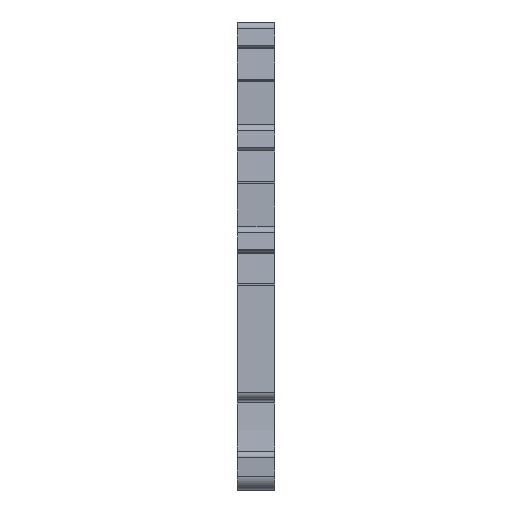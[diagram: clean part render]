
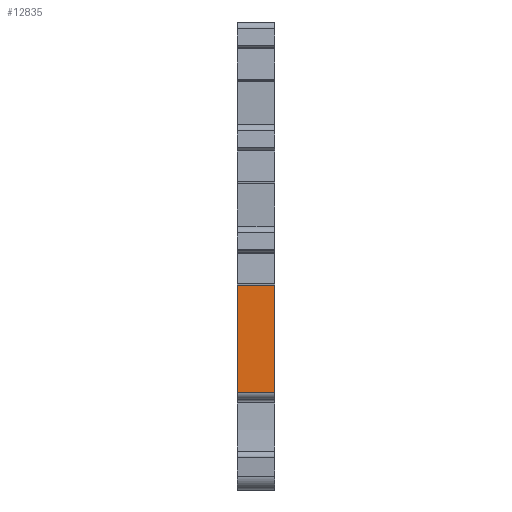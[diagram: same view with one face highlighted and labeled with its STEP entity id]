
A CAD part, front view. The second image highlights one B-rep face of the part: STEP entity #12835.
In plain terms, the highlighted cylindrical face has radius 151.052 mm (diameter 302.104 mm), a partial arc.
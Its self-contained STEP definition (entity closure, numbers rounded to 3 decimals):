
#12822=AXIS2_PLACEMENT_3D('Cylinder Axis2P3D',#12819,#12820,#12821) ;
#1665=CARTESIAN_POINT('Vertex',(5.1,1.887,28.054)) ;
#1669=CARTESIAN_POINT('Control Point',(5.1,1.529,13.426)) ;
#1670=CARTESIAN_POINT('Control Point',(5.1,1.459,16.352)) ;
#1671=CARTESIAN_POINT('Control Point',(5.1,1.459,19.28)) ;
#1672=CARTESIAN_POINT('Control Point',(5.1,1.531,22.21)) ;
#1673=CARTESIAN_POINT('Control Point',(5.1,1.674,25.134)) ;
#1674=CARTESIAN_POINT('Control Point',(5.1,1.887,28.054)) ;
#1675=CARTESIAN_POINT('Vertex',(5.1,1.529,13.426)) ;
#4587=CARTESIAN_POINT('Vertex',(0.,1.529,13.426)) ;
#4591=CARTESIAN_POINT('Control Point',(0.,1.529,13.426)) ;
#4592=CARTESIAN_POINT('Control Point',(0.,1.459,16.352)) ;
#4593=CARTESIAN_POINT('Control Point',(0.,1.459,19.28)) ;
#4594=CARTESIAN_POINT('Control Point',(0.,1.531,22.21)) ;
#4595=CARTESIAN_POINT('Control Point',(0.,1.674,25.134)) ;
#4596=CARTESIAN_POINT('Control Point',(0.,1.887,28.054)) ;
#4597=CARTESIAN_POINT('Vertex',(0.,1.887,28.054)) ;
#12806=CARTESIAN_POINT('Line Origine',(2.55,1.887,28.054)) ;
#12819=CARTESIAN_POINT('Axis2P3D Location',(2.55,152.538,17.05)) ;
#12824=CARTESIAN_POINT('Line Origine',(2.55,1.529,13.426)) ;
#12807=DIRECTION('Vector Direction',(-1.,0.,0.)) ;
#12820=DIRECTION('Axis2P3D Direction',(-1.,0.,0.)) ;
#12821=DIRECTION('Axis2P3D XDirection',(0.,-1.,-0.024)) ;
#12825=DIRECTION('Vector Direction',(-1.,0.,0.)) ;
#12808=VECTOR('Line Direction',#12807,1.) ;
#12826=VECTOR('Line Direction',#12825,1.) ;
#12830=ORIENTED_EDGE('',*,*,#1677,.T.) ;
#12831=ORIENTED_EDGE('',*,*,#12810,.F.) ;
#12832=ORIENTED_EDGE('',*,*,#4599,.F.) ;
#12833=ORIENTED_EDGE('',*,*,#12828,.T.) ;
#12835=ADVANCED_FACE('MLD',(#12834),#12823,.T.) ;
#1668=B_SPLINE_CURVE_WITH_KNOTS('',5,(#1669,#1670,#1671,#1672,#1673,#1674),.UNSPECIFIED.,.F.,.U.,(6,6),(0.,20.697),.UNSPECIFIED.) ;
#4590=B_SPLINE_CURVE_WITH_KNOTS('',5,(#4591,#4592,#4593,#4594,#4595,#4596),.UNSPECIFIED.,.F.,.U.,(6,6),(0.,20.697),.UNSPECIFIED.) ;
#12823=CYLINDRICAL_SURFACE('generated cylinder',#12822,151.052) ;
#1677=EDGE_CURVE('',#1676,#1666,#1668,.T.) ;
#4599=EDGE_CURVE('',#4588,#4598,#4590,.T.) ;
#12810=EDGE_CURVE('',#4598,#1666,#12809,.F.) ;
#12828=EDGE_CURVE('',#4588,#1676,#12827,.F.) ;
#12829=EDGE_LOOP('',(#12830,#12831,#12832,#12833)) ;
#12834=FACE_OUTER_BOUND('',#12829,.T.) ;
#12809=LINE('Line',#12806,#12808) ;
#12827=LINE('Line',#12824,#12826) ;
#1666=VERTEX_POINT('',#1665) ;
#1676=VERTEX_POINT('',#1675) ;
#4588=VERTEX_POINT('',#4587) ;
#4598=VERTEX_POINT('',#4597) ;
